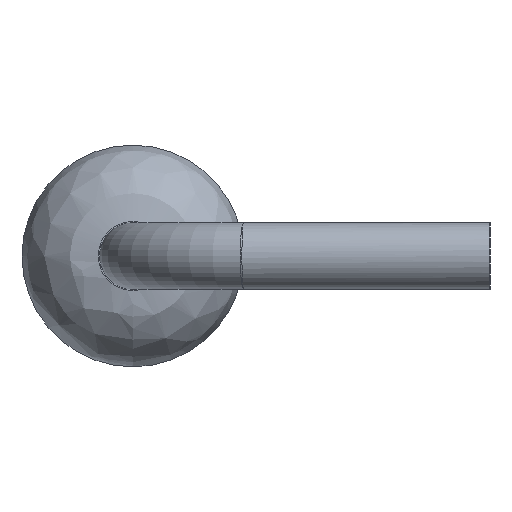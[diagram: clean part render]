
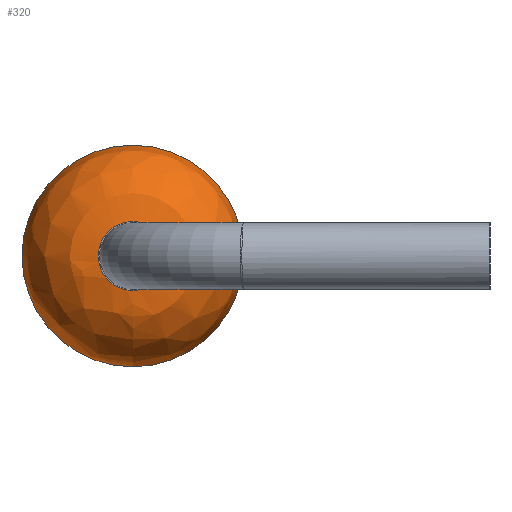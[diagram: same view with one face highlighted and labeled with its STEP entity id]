
A CAD part, left-side view. The second image highlights one B-rep face of the part: STEP entity #320.
In plain terms, the highlighted free-form (B-spline) face has degree [2, 2] with [3, 9] control points.
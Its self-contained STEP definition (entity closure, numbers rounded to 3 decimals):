
#16=(
BOUNDED_SURFACE()
B_SPLINE_SURFACE(2,2,((#726,#727,#728,#729,#730,#731,#732,#733,#734),(#735,
#736,#737,#738,#739,#740,#741,#742,#743),(#744,#745,#746,#747,#748,#749,
#750,#751,#752)),.UNSPECIFIED.,.F.,.T.,.F.)
B_SPLINE_SURFACE_WITH_KNOTS((3,3),(3,2,2,2,3),(0.,1.571),
(-3.142,-1.571,0.,1.571,3.142),
 .UNSPECIFIED.)
GEOMETRIC_REPRESENTATION_ITEM()
RATIONAL_B_SPLINE_SURFACE(((1.,0.707,1.,0.707,1.,
0.707,1.,0.707,1.),(0.707,0.5,
0.707,0.5,0.707,0.5,
0.707,0.5,0.707),(1.,0.707,
1.,0.707,1.,0.707,1.,0.707,1.)))
REPRESENTATION_ITEM('')
SURFACE()
);
#63=FACE_OUTER_BOUND('',#83,.T.);
#83=EDGE_LOOP('',(#286,#287,#288,#289,#290,#291));
#100=CIRCLE('',#364,0.9);
#101=CIRCLE('',#365,0.9);
#117=CIRCLE('',#386,0.28);
#118=CIRCLE('',#387,0.62);
#119=CIRCLE('',#388,0.28);
#138=VERTEX_POINT('',#634);
#139=VERTEX_POINT('',#635);
#151=VERTEX_POINT('',#753);
#152=VERTEX_POINT('',#754);
#177=EDGE_CURVE('',#138,#139,#100,.T.);
#178=EDGE_CURVE('',#139,#138,#101,.T.);
#197=EDGE_CURVE('',#151,#152,#117,.T.);
#198=EDGE_CURVE('',#152,#139,#118,.T.);
#199=EDGE_CURVE('',#152,#151,#119,.T.);
#286=ORIENTED_EDGE('',*,*,#197,.T.);
#287=ORIENTED_EDGE('',*,*,#198,.T.);
#288=ORIENTED_EDGE('',*,*,#178,.T.);
#289=ORIENTED_EDGE('',*,*,#177,.T.);
#290=ORIENTED_EDGE('',*,*,#198,.F.);
#291=ORIENTED_EDGE('',*,*,#199,.T.);
#320=ADVANCED_FACE('',(#63),#16,.F.);
#364=AXIS2_PLACEMENT_3D('',#636,#449,#450);
#365=AXIS2_PLACEMENT_3D('',#637,#451,#452);
#386=AXIS2_PLACEMENT_3D('',#755,#496,#497);
#387=AXIS2_PLACEMENT_3D('',#756,#498,#499);
#388=AXIS2_PLACEMENT_3D('',#757,#500,#501);
#449=DIRECTION('center_axis',(-1.,0.,0.));
#450=DIRECTION('ref_axis',(0.,0.,-1.));
#451=DIRECTION('center_axis',(-1.,0.,0.));
#452=DIRECTION('ref_axis',(0.,0.,-1.));
#496=DIRECTION('center_axis',(1.,0.,0.));
#497=DIRECTION('ref_axis',(0.,0.,-1.));
#498=DIRECTION('center_axis',(0.,-1.,0.));
#499=DIRECTION('ref_axis',(0.,0.,
-1.));
#500=DIRECTION('center_axis',(1.,0.,0.));
#501=DIRECTION('ref_axis',(0.,0.,-1.));
#634=CARTESIAN_POINT('',(-2.18,0.9,0.9));
#635=CARTESIAN_POINT('',(-2.18,0.9,-0.9));
#636=CARTESIAN_POINT('Origin',(-2.18,0.9,0.));
#637=CARTESIAN_POINT('Origin',(-2.18,0.9,0.));
#726=CARTESIAN_POINT('Ctrl Pts',(-2.18,0.9,-0.9));
#727=CARTESIAN_POINT('Ctrl Pts',(-2.18,0.,-0.9));
#728=CARTESIAN_POINT('Ctrl Pts',(-2.18,0.,0.));
#729=CARTESIAN_POINT('Ctrl Pts',(-2.18,0.,0.9));
#730=CARTESIAN_POINT('Ctrl Pts',(-2.18,0.9,0.9));
#731=CARTESIAN_POINT('Ctrl Pts',(-2.18,1.8,0.9));
#732=CARTESIAN_POINT('Ctrl Pts',(-2.18,1.8,0.));
#733=CARTESIAN_POINT('Ctrl Pts',(-2.18,1.8,-0.9));
#734=CARTESIAN_POINT('Ctrl Pts',(-2.18,0.9,-0.9));
#735=CARTESIAN_POINT('Ctrl Pts',(-2.8,0.9,-0.9));
#736=CARTESIAN_POINT('Ctrl Pts',(-2.8,0.,-0.9));
#737=CARTESIAN_POINT('Ctrl Pts',(-2.8,0.,0.));
#738=CARTESIAN_POINT('Ctrl Pts',(-2.8,0.,0.9));
#739=CARTESIAN_POINT('Ctrl Pts',(-2.8,0.9,0.9));
#740=CARTESIAN_POINT('Ctrl Pts',(-2.8,1.8,0.9));
#741=CARTESIAN_POINT('Ctrl Pts',(-2.8,1.8,0.));
#742=CARTESIAN_POINT('Ctrl Pts',(-2.8,1.8,-0.9));
#743=CARTESIAN_POINT('Ctrl Pts',(-2.8,0.9,-0.9));
#744=CARTESIAN_POINT('Ctrl Pts',(-2.8,0.9,-0.28));
#745=CARTESIAN_POINT('Ctrl Pts',(-2.8,0.62,-0.28));
#746=CARTESIAN_POINT('Ctrl Pts',(-2.8,0.62,0.));
#747=CARTESIAN_POINT('Ctrl Pts',(-2.8,0.62,0.28));
#748=CARTESIAN_POINT('Ctrl Pts',(-2.8,0.9,0.28));
#749=CARTESIAN_POINT('Ctrl Pts',(-2.8,1.18,0.28));
#750=CARTESIAN_POINT('Ctrl Pts',(-2.8,1.18,0.));
#751=CARTESIAN_POINT('Ctrl Pts',(-2.8,1.18,-0.28));
#752=CARTESIAN_POINT('Ctrl Pts',(-2.8,0.9,-0.28));
#753=CARTESIAN_POINT('',(-2.8,0.9,0.28));
#754=CARTESIAN_POINT('',(-2.8,0.9,-0.28));
#755=CARTESIAN_POINT('Origin',(-2.8,0.9,0.));
#756=CARTESIAN_POINT('Origin',(-2.18,0.9,-0.28));
#757=CARTESIAN_POINT('Origin',(-2.8,0.9,0.));
